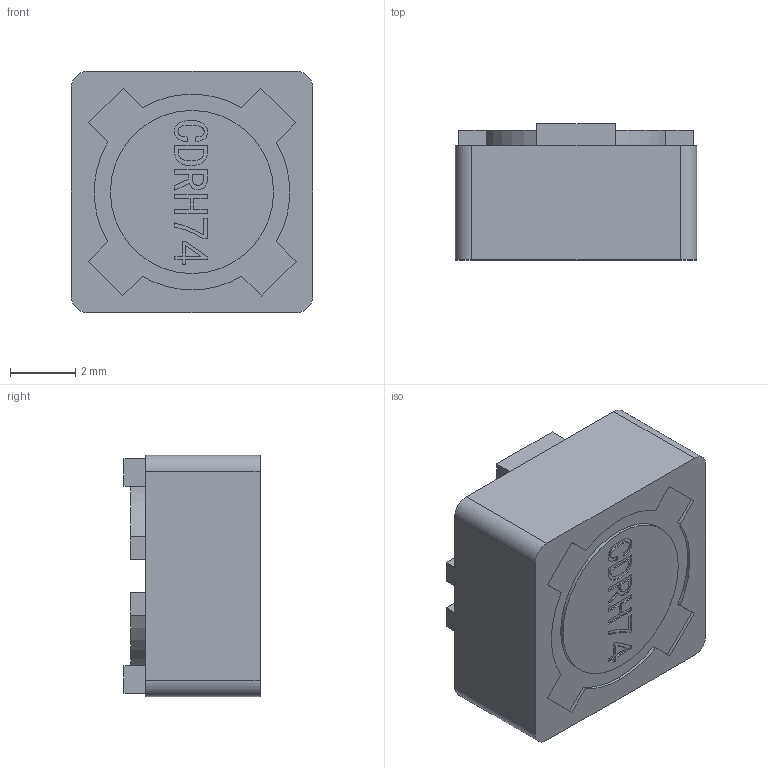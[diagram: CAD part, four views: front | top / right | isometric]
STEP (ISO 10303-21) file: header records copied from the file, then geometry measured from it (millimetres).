
FILE_DESCRIPTION (( 'STEP AP214' ), '1' );
FILE_NAME ('4EFC1DA3-91A0-4077-A51C-2D26DC890547.STEP', '2023-12-17T18:38:48', ( '' ), ( '' ), 'SwSTEP 2.0', 'SolidWorks 2022', '' );
FILE_SCHEMA (( 'AUTOMOTIVE_DESIGN' ));
Length unit declared in the file: millimetre
Products named in the file (1): 4EFC1DA3-91A0-4077-A51C-2D26DC890547
Bounding box: 7.4 x 4.17 x 7.4 mm (x, y, z)
Volume: 202 mm3; surface area: 294.9 mm2
Topology: 3 solids, 3 shells, 157 faces, 410 edges, 272 vertices
Faces by surface type: plane 117, cylinder 22, bspline 18
Entity records: 7627 total; most frequent: CARTESIAN_POINT 2058, ORIENTED_EDGE 820, DIRECTION 698, EDGE_CURVE 410, LINE 330, VECTOR 330, VERTEX_POINT 272, AXIS2_PLACEMENT_3D 184
